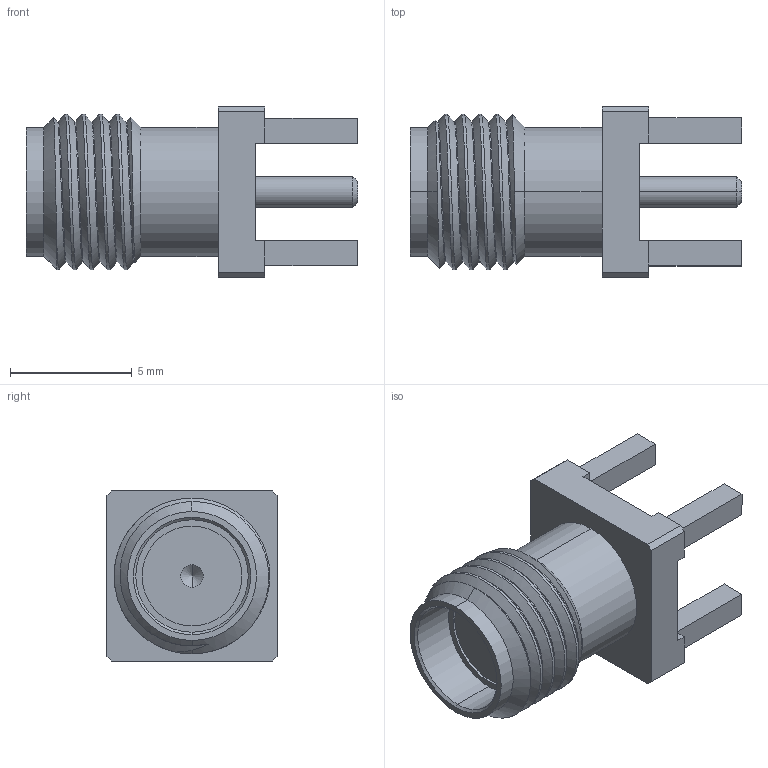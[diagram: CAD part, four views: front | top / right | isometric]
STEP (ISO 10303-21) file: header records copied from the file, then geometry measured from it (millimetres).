
FILE_DESCRIPTION (( 'STEP AP203' ), '1' );
FILE_NAME ('PCB.SMAFSTJ.STEP', '2021-12-04T14:19:25', ( 'admin' ), ( '' ), 'SwSTEP 2.0', 'SolidWorks 2015', '' );
FILE_SCHEMA (( 'CONFIG_CONTROL_DESIGN' ));
Length unit declared in the file: millimetre
Products named in the file (1): PCB.SMAFSTJ
Bounding box: 13.6 x 7 x 7 mm (x, y, z)
Volume: 264.8 mm3; surface area: 436.2 mm2
Topology: 1 solids, 1 shells, 74 faces, 193 edges, 124 vertices
Faces by surface type: plane 38, cylinder 22, cone 11, bspline 3
Entity records: 3406 total; most frequent: CARTESIAN_POINT 1590, ORIENTED_EDGE 382, DIRECTION 334, EDGE_CURVE 191, LINE 128, VECTOR 128, VERTEX_POINT 124, AXIS2_PLACEMENT_3D 103
